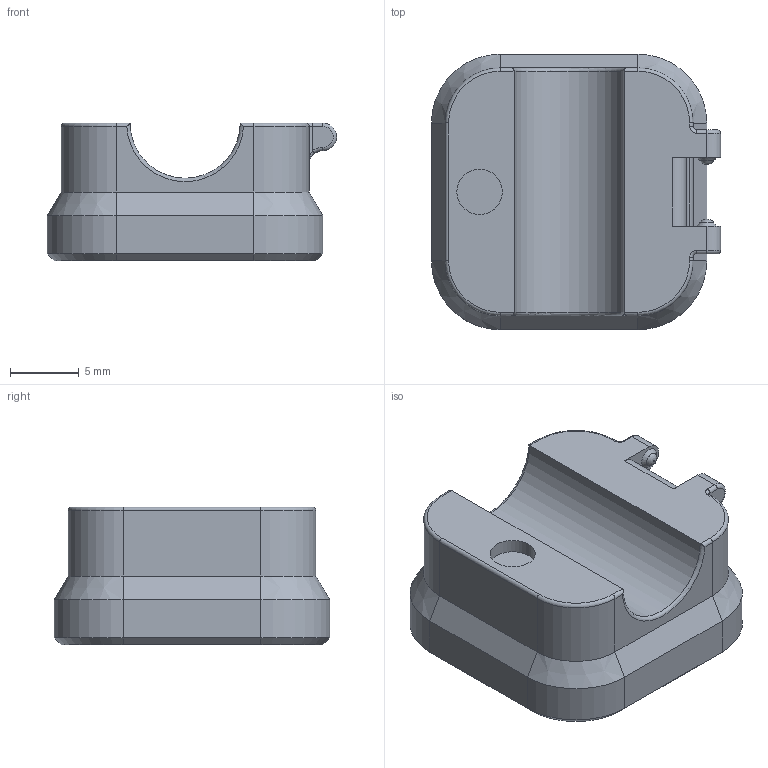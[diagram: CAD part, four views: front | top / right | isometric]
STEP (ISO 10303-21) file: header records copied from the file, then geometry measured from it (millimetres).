
FILE_DESCRIPTION(('STEP AP214'), '1');
FILE_NAME('íèæíÿÿ ÷àñòü äåðæàòåëÿ', '', ('UNSPECIFIED'), ('UNSPECIFIED'), 'C3D Converter', 'C3D Toolkit', '');
FILE_SCHEMA(('AUTOMOTIVE_DESIGN { 1 0 10303 214 3 1 1}'));
Length unit declared in the file: millimetre
Bounding box: 21 x 20 x 10 mm (x, y, z)
Volume: 2920.7 mm3; surface area: 1442.4 mm2
Topology: 1 solids, 1 shells, 106 faces, 236 edges, 134 vertices
Faces by surface type: cylinder 40, plane 36, torus 18, cone 10, bspline 2
Full cylindrical faces by diameter (mm): 3.3 x1
Entity records: 3046 total; most frequent: CARTESIAN_POINT 661, DIRECTION 527, ORIENTED_EDGE 458, EDGE_CURVE 229, AXIS2_PLACEMENT_3D 203, VERTEX_POINT 134, LINE 121, VECTOR 121
